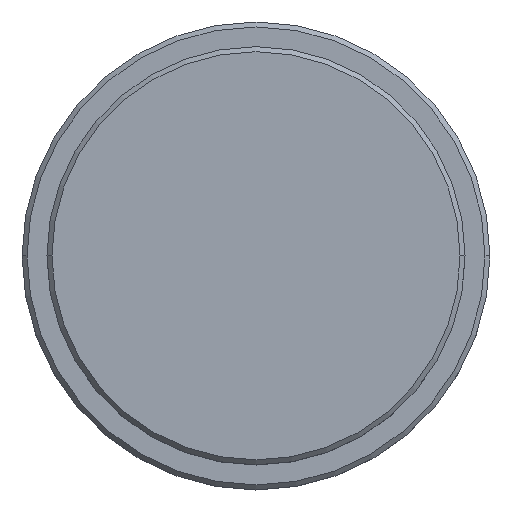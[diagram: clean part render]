
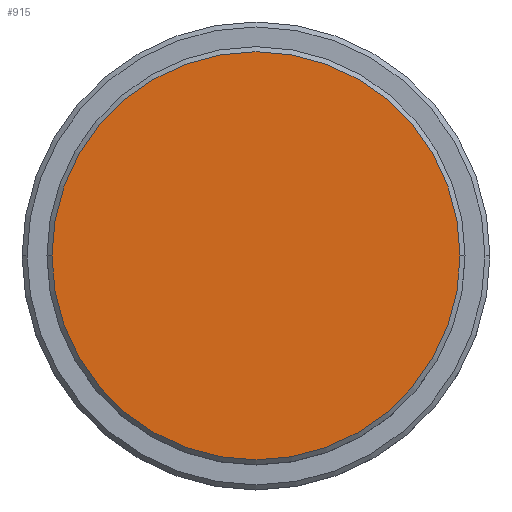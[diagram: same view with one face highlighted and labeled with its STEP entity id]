
A CAD part, top view. The second image highlights one B-rep face of the part: STEP entity #915.
In plain terms, the highlighted planar face has unit normal (0, 0, 1).
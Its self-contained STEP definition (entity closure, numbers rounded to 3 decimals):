
#46 = DIRECTION ( 'NONE',  ( 1., 0., 0. ) ) ;
#57 = AXIS2_PLACEMENT_3D ( 'NONE', #796, #683, #46 ) ;
#112 = CARTESIAN_POINT ( 'NONE',  ( -20.5, 0., 0. ) ) ;
#166 = DIRECTION ( 'NONE',  ( 0., 0., 1. ) ) ;
#172 = EDGE_LOOP ( 'NONE', ( #309, #1051 ) ) ;
#237 = AXIS2_PLACEMENT_3D ( 'NONE', #654, #1112, #1094 ) ;
#309 = ORIENTED_EDGE ( 'NONE', *, *, #723, .T. ) ;
#584 = FACE_OUTER_BOUND ( 'NONE', #172, .T. ) ;
#595 = CARTESIAN_POINT ( 'NONE',  ( 0., 0., 0. ) ) ;
#654 = CARTESIAN_POINT ( 'NONE',  ( 0., 0., 0. ) ) ;
#683 = DIRECTION ( 'NONE',  ( 0., 0., 1. ) ) ;
#723 = EDGE_CURVE ( 'NONE', #1187, #752, #1405, .T. ) ;
#752 = VERTEX_POINT ( 'NONE', #983 ) ;
#796 = CARTESIAN_POINT ( 'NONE',  ( 0., 0., 0. ) ) ;
#824 = EDGE_CURVE ( 'NONE', #752, #1187, #971, .T. ) ;
#915 = ADVANCED_FACE ( 'NONE', ( #584 ), #1032, .T. ) ;
#971 = CIRCLE ( 'NONE', #1087, 20.5 ) ;
#983 = CARTESIAN_POINT ( 'NONE',  ( 20.5, 0., 0. ) ) ;
#1032 = PLANE ( 'NONE',  #57 ) ;
#1051 = ORIENTED_EDGE ( 'NONE', *, *, #824, .T. ) ;
#1087 = AXIS2_PLACEMENT_3D ( 'NONE', #595, #166, #1359 ) ;
#1094 = DIRECTION ( 'NONE',  ( 1., 0., 0. ) ) ;
#1112 = DIRECTION ( 'NONE',  ( 0., 0., 1. ) ) ;
#1187 = VERTEX_POINT ( 'NONE', #112 ) ;
#1359 = DIRECTION ( 'NONE',  ( 1., 0., 0. ) ) ;
#1405 = CIRCLE ( 'NONE', #237, 20.5 ) ;
